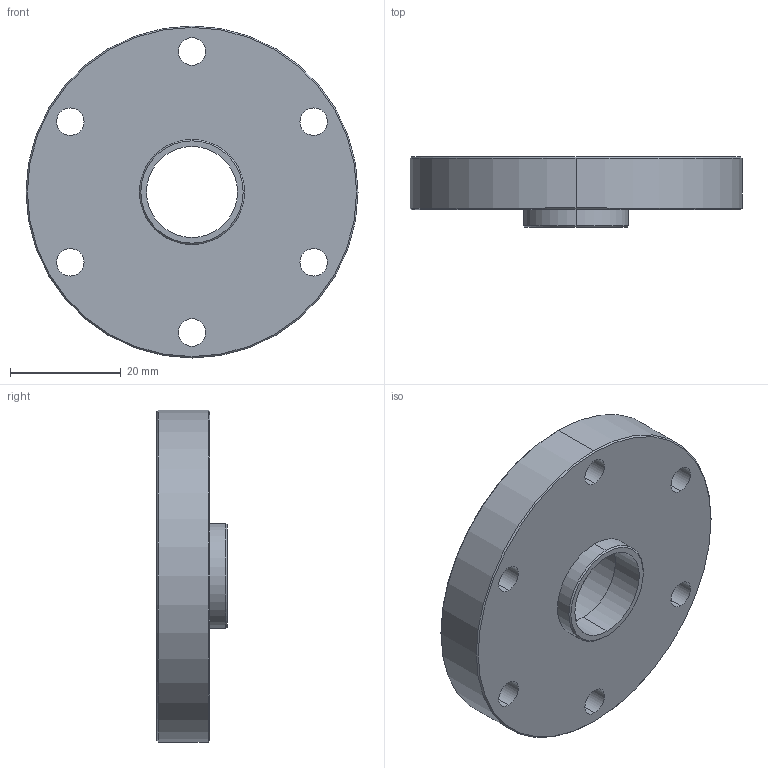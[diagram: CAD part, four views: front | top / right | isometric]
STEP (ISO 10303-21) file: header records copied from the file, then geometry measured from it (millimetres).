
FILE_DESCRIPTION (( 'STEP AP214' ), '1' );
FILE_NAME ('WCP-0339.step', '2021-06-09T11:01:34', ( '' ), ( '' ), 'SwSTEP 2.0', 'SolidWorks 2020', '' );
FILE_SCHEMA (( 'AUTOMOTIVE_DESIGN' ));
Length unit declared in the file: inch
Products named in the file (1): WCP-0339
Bounding box: 60 x 12.7 x 60 mm (x, y, z)
Volume: 10159.9 mm3; surface area: 11453.3 mm2
Topology: 1 solids, 1 shells, 120 faces, 322 edges, 212 vertices
Faces by surface type: cylinder 90, plane 22, cone 8
Entity records: 3918 total; most frequent: DIRECTION 752, CARTESIAN_POINT 655, ORIENTED_EDGE 644, EDGE_CURVE 322, AXIS2_PLACEMENT_3D 309, VERTEX_POINT 212, CIRCLE 188, EDGE_LOOP 142
